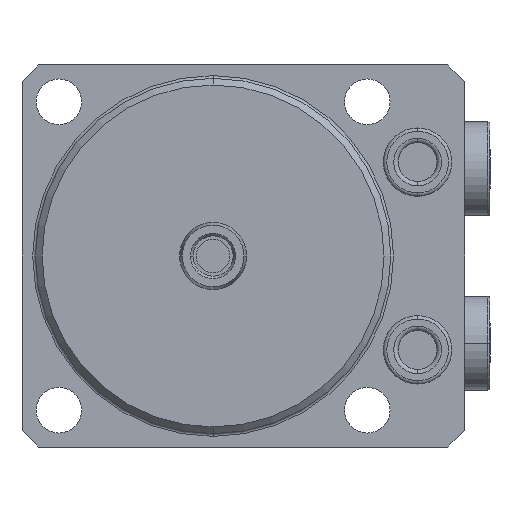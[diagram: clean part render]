
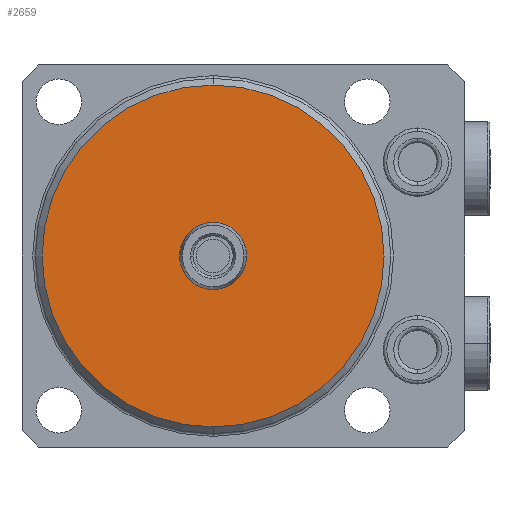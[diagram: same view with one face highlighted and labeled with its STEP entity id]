
A CAD part, front view. The second image highlights one B-rep face of the part: STEP entity #2659.
In plain terms, the highlighted planar face has unit normal (0, -1, 0).
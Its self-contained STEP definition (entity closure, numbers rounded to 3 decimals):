
#153 = CIRCLE ( 'NONE', #2072, 5. ) ;
#964 = DIRECTION ( 'NONE',  ( 0., 0., 1. ) ) ;
#966 = DIRECTION ( 'NONE',  ( 0., -1., 0. ) ) ;
#972 = CARTESIAN_POINT ( 'NONE',  ( 0., -42.5, 0. ) ) ;
#975 = DIRECTION ( 'NONE',  ( 0., 1., 0. ) ) ;
#976 = CARTESIAN_POINT ( 'NONE',  ( 0., -42.5, 0. ) ) ;
#985 = DIRECTION ( 'NONE',  ( 0., 0., 1. ) ) ;
#1495 = DIRECTION ( 'NONE',  ( 0., 0., 1. ) ) ;
#1496 = DIRECTION ( 'NONE',  ( 0., -1., 0. ) ) ;
#1497 = CARTESIAN_POINT ( 'NONE',  ( 0., -42.5, 0. ) ) ;
#2007 = AXIS2_PLACEMENT_3D ( 'NONE', #1497, #1496, #1495 ) ;
#2072 = AXIS2_PLACEMENT_3D ( 'NONE', #4729, #4728, #4726 ) ;
#2659 = ADVANCED_FACE ( 'NONE', ( #8178, #8195 ), #4334, .F. ) ;
#2862 = EDGE_CURVE ( 'NONE', #6561, #6557, #8461, .T. ) ;
#2863 = EDGE_CURVE ( 'NONE', #6963, #6956, #8462, .T. ) ;
#3737 = AXIS2_PLACEMENT_3D ( 'NONE', #972, #966, #964 ) ;
#3738 = AXIS2_PLACEMENT_3D ( 'NONE', #976, #975, #985 ) ;
#4112 = EDGE_CURVE ( 'NONE', #6956, #6963, #8721, .T. ) ;
#4157 = CARTESIAN_POINT ( 'NONE',  ( 0., -42.5, 5. ) ) ;
#4175 = CARTESIAN_POINT ( 'NONE',  ( 0., -42.5, -5. ) ) ;
#4183 = CARTESIAN_POINT ( 'NONE',  ( 0., -42.5, 25.5 ) ) ;
#4192 = CARTESIAN_POINT ( 'NONE',  ( 0., -42.5, -25.5 ) ) ;
#4330 = DIRECTION ( 'NONE',  ( 0., 0., 1. ) ) ;
#4331 = DIRECTION ( 'NONE',  ( 0., 1., 0. ) ) ;
#4334 = PLANE ( 'NONE',  #5326 ) ;
#4338 = CARTESIAN_POINT ( 'NONE',  ( 0., -42.5, 0. ) ) ;
#4726 = DIRECTION ( 'NONE',  ( 0., 0., 1. ) ) ;
#4728 = DIRECTION ( 'NONE',  ( 0., 1., 0. ) ) ;
#4729 = CARTESIAN_POINT ( 'NONE',  ( 0., -42.5, 0. ) ) ;
#5326 = AXIS2_PLACEMENT_3D ( 'NONE', #4338, #4331, #4330 ) ;
#5427 = EDGE_CURVE ( 'NONE', #6557, #6561, #153, .T. ) ;
#6071 = ORIENTED_EDGE ( 'NONE', *, *, #4112, .T. ) ;
#6072 = ORIENTED_EDGE ( 'NONE', *, *, #2863, .T. ) ;
#6073 = ORIENTED_EDGE ( 'NONE', *, *, #2862, .T. ) ;
#6074 = ORIENTED_EDGE ( 'NONE', *, *, #5427, .T. ) ;
#6557 = VERTEX_POINT ( 'NONE', #4175 ) ;
#6561 = VERTEX_POINT ( 'NONE', #4157 ) ;
#6792 = EDGE_LOOP ( 'NONE', ( #6072, #6071 ) ) ;
#6794 = EDGE_LOOP ( 'NONE', ( #6073, #6074 ) ) ;
#6956 = VERTEX_POINT ( 'NONE', #4192 ) ;
#6963 = VERTEX_POINT ( 'NONE', #4183 ) ;
#8178 = FACE_BOUND ( 'NONE', #6794, .T. ) ;
#8195 = FACE_OUTER_BOUND ( 'NONE', #6792, .T. ) ;
#8461 = CIRCLE ( 'NONE', #3738, 5. ) ;
#8462 = CIRCLE ( 'NONE', #3737, 25.5 ) ;
#8721 = CIRCLE ( 'NONE', #2007, 25.5 ) ;
